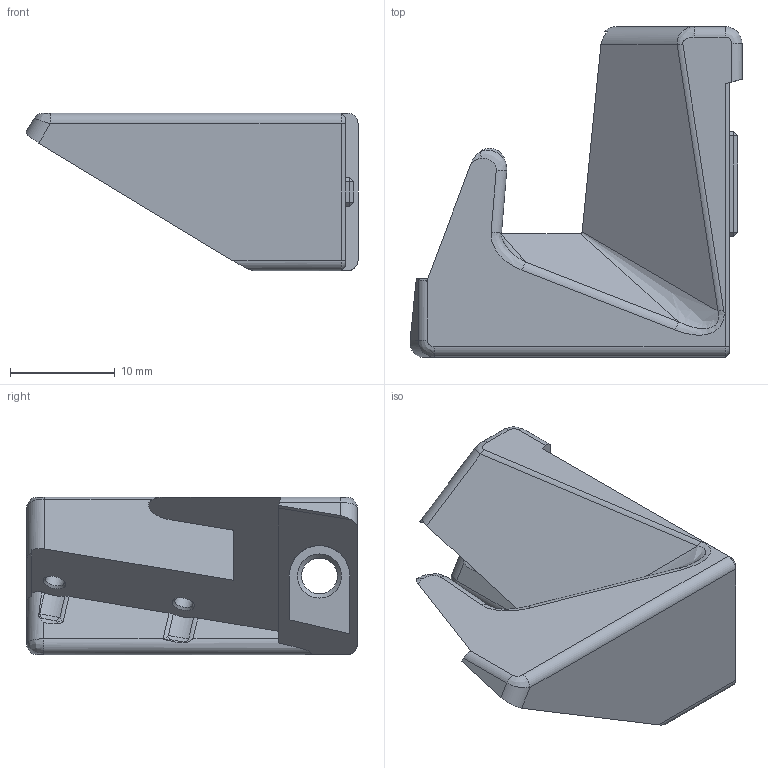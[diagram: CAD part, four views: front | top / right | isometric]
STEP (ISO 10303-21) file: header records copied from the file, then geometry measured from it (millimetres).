
FILE_DESCRIPTION(/* description */ (''),/* implementation_level */ '2;1');
FILE_NAME(/* name */ 'Pi Camera mount.step',/* time_stamp */ '2022-04-07T21:40:09-04:00',/* author */ (''),/* organization */ (''),/* preprocessor_version */ 'ST-DEVELOPER v18.1',/* originating_system */ 'Autodesk Translation Framework v10.13.0.1454',/* authorisation */ '');
FILE_SCHEMA (('AUTOMOTIVE_DESIGN { 1 0 10303 214 3 1 1 }'));
Length unit declared in the file: millimetre
Products named in the file (1): Pi Camera mount
Bounding box: 31.64 x 31.5 x 15 mm (x, y, z)
Volume: 5139.1 mm3; surface area: 2838.8 mm2
Topology: 1 solids, 1 shells, 99 faces, 239 edges, 143 vertices
Faces by surface type: plane 44, cylinder 25, bspline 23, cone 7
Full cylindrical faces by diameter (mm): 1.8 x2, 3.4 x1
Entity records: 3522 total; most frequent: CARTESIAN_POINT 1274, ORIENTED_EDGE 472, DIRECTION 433, EDGE_CURVE 236, AXIS2_PLACEMENT_3D 155, VERTEX_POINT 143, LINE 123, VECTOR 123
